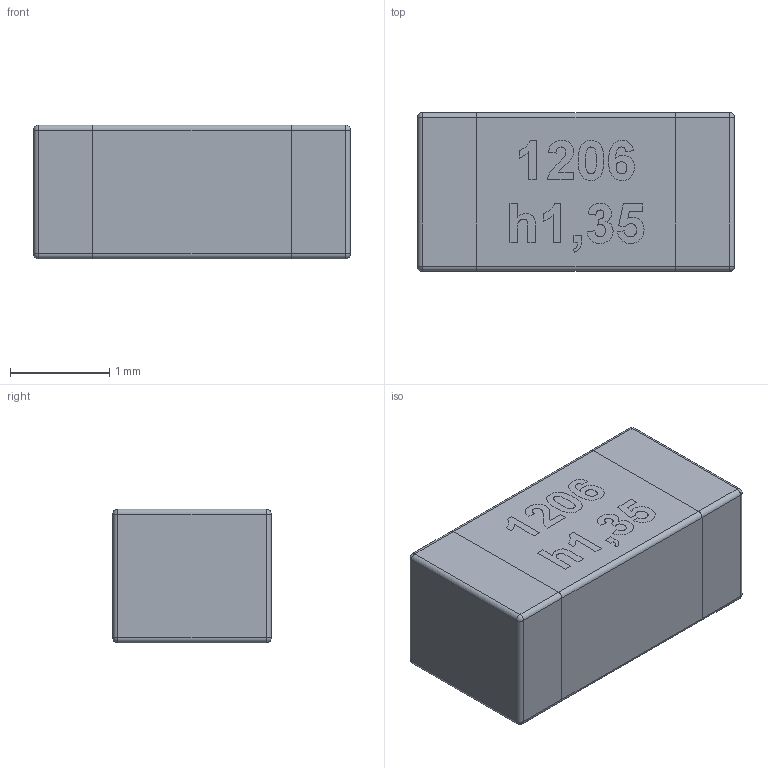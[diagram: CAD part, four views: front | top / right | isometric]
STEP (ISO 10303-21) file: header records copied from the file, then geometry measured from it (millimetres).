
FILE_DESCRIPTION (( 'STEP AP214' ), '1' );
FILE_NAME ('c_1206-h1.35.STEP', '2024-11-26T20:53:36', ( '' ), ( '' ), 'SwSTEP 2.0', 'SolidWorks 2021', '' );
FILE_SCHEMA (( 'AUTOMOTIVE_DESIGN' ));
Length unit declared in the file: millimetre
Products named in the file (1): c_1206-h1.35
Bounding box: 3.2 x 1.6 x 1.35 mm (x, y, z)
Volume: 6.9 mm3; surface area: 31.3 mm2
Topology: 3 solids, 3 shells, 57 faces, 209 edges, 161 vertices
Faces by surface type: plane 29, cylinder 20, sphere 8
Entity records: 3468 total; most frequent: CARTESIAN_POINT 1344, ORIENTED_EDGE 402, DIRECTION 290, EDGE_CURVE 201, VERTEX_POINT 161, AXIS2_PLACEMENT_3D 98, VECTOR 94, LINE 94
